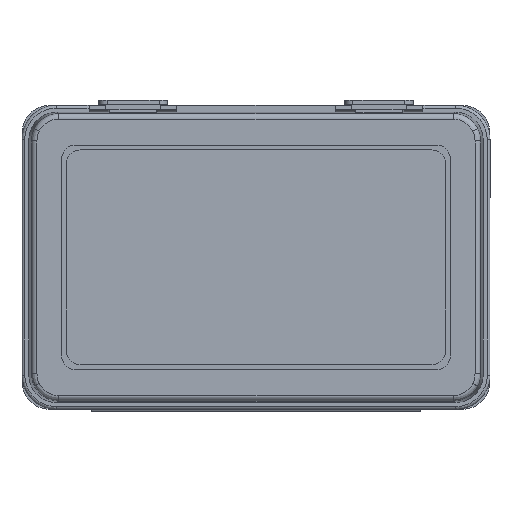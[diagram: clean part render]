
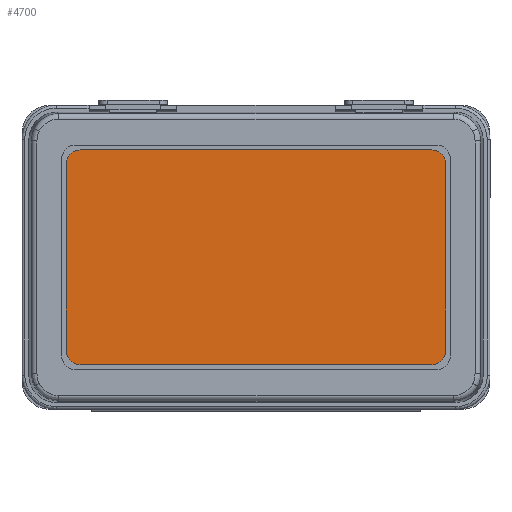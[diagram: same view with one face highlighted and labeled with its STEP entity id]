
A CAD part, front view. The second image highlights one B-rep face of the part: STEP entity #4700.
In plain terms, the highlighted planar face has unit normal (0, -1, 0).
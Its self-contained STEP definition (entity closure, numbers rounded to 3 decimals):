
#42 = LINE ( 'NONE', #728, #882 ) ;
#205 = CARTESIAN_POINT ( 'NONE',  ( 64.25, 0., -34.25 ) ) ;
#566 = EDGE_CURVE ( 'NONE', #4566, #5548, #5818, .T. ) ;
#658 = CARTESIAN_POINT ( 'NONE',  ( 0., 0., 0. ) ) ;
#716 = AXIS2_PLACEMENT_3D ( 'NONE', #205, #2040, #6648 ) ;
#728 = CARTESIAN_POINT ( 'NONE',  ( -69.25, 0., -39.25 ) ) ;
#882 = VECTOR ( 'NONE', #3852, 1000. ) ;
#1186 = DIRECTION ( 'NONE',  ( 0., 0., 1. ) ) ;
#1203 = DIRECTION ( 'NONE',  ( 0., 0., 1. ) ) ;
#1289 = ORIENTED_EDGE ( 'NONE', *, *, #5280, .T. ) ;
#1377 = LINE ( 'NONE', #4550, #2370 ) ;
#1430 = DIRECTION ( 'NONE',  ( 0., -1., 0. ) ) ;
#1553 = CARTESIAN_POINT ( 'NONE',  ( -69.25, 0., 39.25 ) ) ;
#1564 = CARTESIAN_POINT ( 'NONE',  ( -64.25, 0., -34.25 ) ) ;
#1686 = ORIENTED_EDGE ( 'NONE', *, *, #3649, .T. ) ;
#1779 = ORIENTED_EDGE ( 'NONE', *, *, #6113, .T. ) ;
#2040 = DIRECTION ( 'NONE',  ( 0., -1., 0. ) ) ;
#2064 = CARTESIAN_POINT ( 'NONE',  ( -64.25, 0., 39.25 ) ) ;
#2084 = CARTESIAN_POINT ( 'NONE',  ( -69.25, 0., -34.25 ) ) ;
#2370 = VECTOR ( 'NONE', #3941, 1000. ) ;
#2647 = CARTESIAN_POINT ( 'NONE',  ( -64.25, 0., 34.25 ) ) ;
#2900 = ORIENTED_EDGE ( 'NONE', *, *, #6864, .T. ) ;
#3047 = VERTEX_POINT ( 'NONE', #3671 ) ;
#3116 = CARTESIAN_POINT ( 'NONE',  ( 69.25, 0., 34.25 ) ) ;
#3140 = PLANE ( 'NONE',  #7699 ) ;
#3195 = CARTESIAN_POINT ( 'NONE',  ( 64.25, 0., 34.25 ) ) ;
#3220 = ORIENTED_EDGE ( 'NONE', *, *, #4789, .T. ) ;
#3649 = EDGE_CURVE ( 'NONE', #3987, #7118, #1377, .T. ) ;
#3671 = CARTESIAN_POINT ( 'NONE',  ( -69.25, 0., 34.25 ) ) ;
#3672 = VERTEX_POINT ( 'NONE', #2084 ) ;
#3852 = DIRECTION ( 'NONE',  ( 1., 0., 0. ) ) ;
#3941 = DIRECTION ( 'NONE',  ( 0., 0., 1. ) ) ;
#3987 = VERTEX_POINT ( 'NONE', #5986 ) ;
#4026 = LINE ( 'NONE', #1553, #5490 ) ;
#4035 = DIRECTION ( 'NONE',  ( 0., -1., 0. ) ) ;
#4332 = DIRECTION ( 'NONE',  ( 0., -1., 0. ) ) ;
#4469 = DIRECTION ( 'NONE',  ( 0., 0., 1. ) ) ;
#4533 = AXIS2_PLACEMENT_3D ( 'NONE', #1564, #4035, #6510 ) ;
#4550 = CARTESIAN_POINT ( 'NONE',  ( 69.25, 0., 39.25 ) ) ;
#4566 = VERTEX_POINT ( 'NONE', #4726 ) ;
#4700 = ADVANCED_FACE ( 'NONE', ( #7513 ), #3140, .F. ) ;
#4726 = CARTESIAN_POINT ( 'NONE',  ( 64.25, 0., 39.25 ) ) ;
#4736 = CIRCLE ( 'NONE', #716, 5. ) ;
#4788 = EDGE_CURVE ( 'NONE', #5548, #3047, #4979, .T. ) ;
#4789 = EDGE_CURVE ( 'NONE', #3047, #3672, #4026, .T. ) ;
#4830 = ORIENTED_EDGE ( 'NONE', *, *, #566, .T. ) ;
#4979 = CIRCLE ( 'NONE', #5879, 5. ) ;
#5175 = CIRCLE ( 'NONE', #4533, 5. ) ;
#5280 = EDGE_CURVE ( 'NONE', #6496, #3987, #4736, .T. ) ;
#5292 = CARTESIAN_POINT ( 'NONE',  ( -64.25, 0., -39.25 ) ) ;
#5490 = VECTOR ( 'NONE', #5676, 1000. ) ;
#5548 = VERTEX_POINT ( 'NONE', #2064 ) ;
#5593 = DIRECTION ( 'NONE',  ( 0., 1., 0. ) ) ;
#5676 = DIRECTION ( 'NONE',  ( 0., 0., -1. ) ) ;
#5681 = VERTEX_POINT ( 'NONE', #5292 ) ;
#5793 = CARTESIAN_POINT ( 'NONE',  ( 64.25, 0., -39.25 ) ) ;
#5818 = LINE ( 'NONE', #6263, #7482 ) ;
#5879 = AXIS2_PLACEMENT_3D ( 'NONE', #2647, #1430, #4469 ) ;
#5986 = CARTESIAN_POINT ( 'NONE',  ( 69.25, 0., -34.25 ) ) ;
#6113 = EDGE_CURVE ( 'NONE', #3672, #5681, #5175, .T. ) ;
#6263 = CARTESIAN_POINT ( 'NONE',  ( -69.25, 0., 39.25 ) ) ;
#6323 = ORIENTED_EDGE ( 'NONE', *, *, #4788, .T. ) ;
#6474 = CIRCLE ( 'NONE', #8023, 5. ) ;
#6496 = VERTEX_POINT ( 'NONE', #5793 ) ;
#6510 = DIRECTION ( 'NONE',  ( 0., 0., 1. ) ) ;
#6648 = DIRECTION ( 'NONE',  ( 0., 0., 1. ) ) ;
#6864 = EDGE_CURVE ( 'NONE', #7118, #4566, #6474, .T. ) ;
#7118 = VERTEX_POINT ( 'NONE', #3116 ) ;
#7430 = ORIENTED_EDGE ( 'NONE', *, *, #7548, .T. ) ;
#7482 = VECTOR ( 'NONE', #7574, 1000. ) ;
#7513 = FACE_OUTER_BOUND ( 'NONE', #7712, .T. ) ;
#7548 = EDGE_CURVE ( 'NONE', #5681, #6496, #42, .T. ) ;
#7574 = DIRECTION ( 'NONE',  ( -1., 0., 0. ) ) ;
#7699 = AXIS2_PLACEMENT_3D ( 'NONE', #658, #5593, #1186 ) ;
#7712 = EDGE_LOOP ( 'NONE', ( #3220, #1779, #7430, #1289, #1686, #2900, #4830, #6323 ) ) ;
#8023 = AXIS2_PLACEMENT_3D ( 'NONE', #3195, #4332, #1203 ) ;
